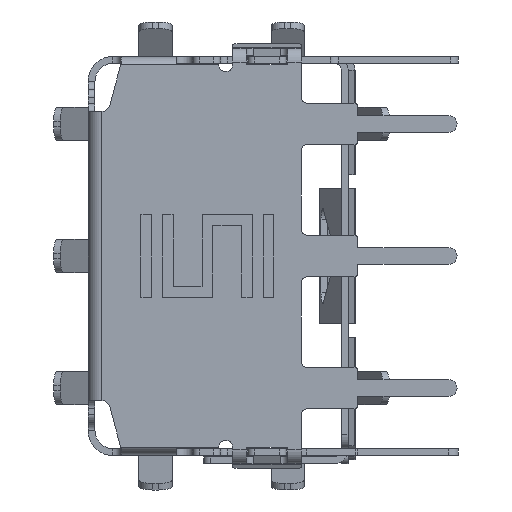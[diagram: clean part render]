
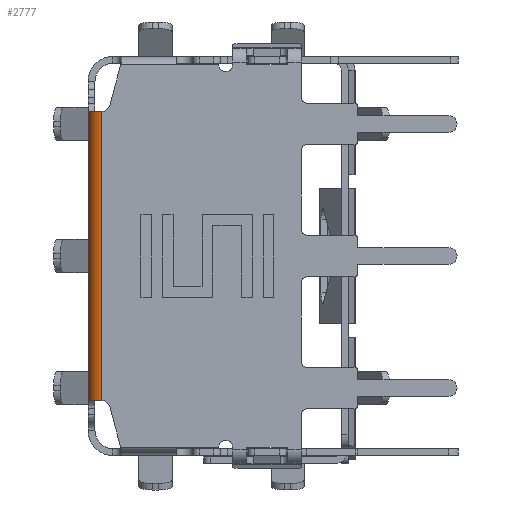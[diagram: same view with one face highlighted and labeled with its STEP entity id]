
A CAD part, left-side view. The second image highlights one B-rep face of the part: STEP entity #2777.
In plain terms, the highlighted cylindrical face has radius 0.5 mm (diameter 1 mm), a partial arc.
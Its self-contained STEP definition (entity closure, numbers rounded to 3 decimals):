
#1497 = DIRECTION ( 'NONE',  ( 0., -1., 0. ) ) ;
#1835 = VERTEX_POINT ( 'NONE', #3914 ) ;
#2571 = DIRECTION ( 'NONE',  ( 1., 0., 0. ) ) ;
#2775 = EDGE_CURVE ( 'NONE', #25570, #1835, #14856, .T. ) ;
#2777 = ADVANCED_FACE ( 'NONE', ( #9046 ), #6792, .T. ) ;
#3568 = DIRECTION ( 'NONE',  ( -1., 0., 0. ) ) ;
#3664 = AXIS2_PLACEMENT_3D ( 'NONE', #19680, #13768, #15872 ) ;
#3671 = ORIENTED_EDGE ( 'NONE', *, *, #2775, .T. ) ;
#3914 = CARTESIAN_POINT ( 'NONE',  ( -5.25, 9.3, -48.725 ) ) ;
#6006 = CIRCLE ( 'NONE', #24177, 0.5 ) ;
#6207 = CARTESIAN_POINT ( 'NONE',  ( -5.25, 9.8, -48.225 ) ) ;
#6792 = CYLINDRICAL_SURFACE ( 'NONE', #14951, 0.5 ) ;
#9046 = FACE_OUTER_BOUND ( 'NONE', #9488, .T. ) ;
#9488 = EDGE_LOOP ( 'NONE', ( #18089, #26010, #18739, #3671 ) ) ;
#9807 = CARTESIAN_POINT ( 'NONE',  ( 10.519, 9.3, -48.725 ) ) ;
#10989 = VECTOR ( 'NONE', #26299, 1000. ) ;
#11595 = VERTEX_POINT ( 'NONE', #6207 ) ;
#11726 = VERTEX_POINT ( 'NONE', #17508 ) ;
#11774 = DIRECTION ( 'NONE',  ( -1., 0., 0. ) ) ;
#11816 = EDGE_CURVE ( 'NONE', #25570, #11726, #26183, .T. ) ;
#13713 = EDGE_CURVE ( 'NONE', #11595, #1835, #6006, .T. ) ;
#13768 = DIRECTION ( 'NONE',  ( 1., 0., 0. ) ) ;
#14747 = CARTESIAN_POINT ( 'NONE',  ( 5.25, 9.3, -48.725 ) ) ;
#14856 = LINE ( 'NONE', #9807, #10989 ) ;
#14951 = AXIS2_PLACEMENT_3D ( 'NONE', #26478, #3568, #18391 ) ;
#15299 = CARTESIAN_POINT ( 'NONE',  ( -6.35, 9.8, -48.225 ) ) ;
#15872 = DIRECTION ( 'NONE',  ( 0., -1., 0. ) ) ;
#17508 = CARTESIAN_POINT ( 'NONE',  ( 5.25, 9.8, -48.225 ) ) ;
#17640 = LINE ( 'NONE', #15299, #24774 ) ;
#18089 = ORIENTED_EDGE ( 'NONE', *, *, #13713, .F. ) ;
#18391 = DIRECTION ( 'NONE',  ( 0., -1., 0. ) ) ;
#18739 = ORIENTED_EDGE ( 'NONE', *, *, #11816, .F. ) ;
#19680 = CARTESIAN_POINT ( 'NONE',  ( 5.25, 9.3, -48.225 ) ) ;
#20738 = EDGE_CURVE ( 'NONE', #11595, #11726, #17640, .T. ) ;
#22203 = CARTESIAN_POINT ( 'NONE',  ( -5.25, 9.3, -48.225 ) ) ;
#24177 = AXIS2_PLACEMENT_3D ( 'NONE', #22203, #11774, #1497 ) ;
#24774 = VECTOR ( 'NONE', #2571, 1000. ) ;
#25570 = VERTEX_POINT ( 'NONE', #14747 ) ;
#26010 = ORIENTED_EDGE ( 'NONE', *, *, #20738, .T. ) ;
#26183 = CIRCLE ( 'NONE', #3664, 0.5 ) ;
#26299 = DIRECTION ( 'NONE',  ( -1., 0., 0. ) ) ;
#26478 = CARTESIAN_POINT ( 'NONE',  ( 10.519, 9.3, -48.225 ) ) ;
